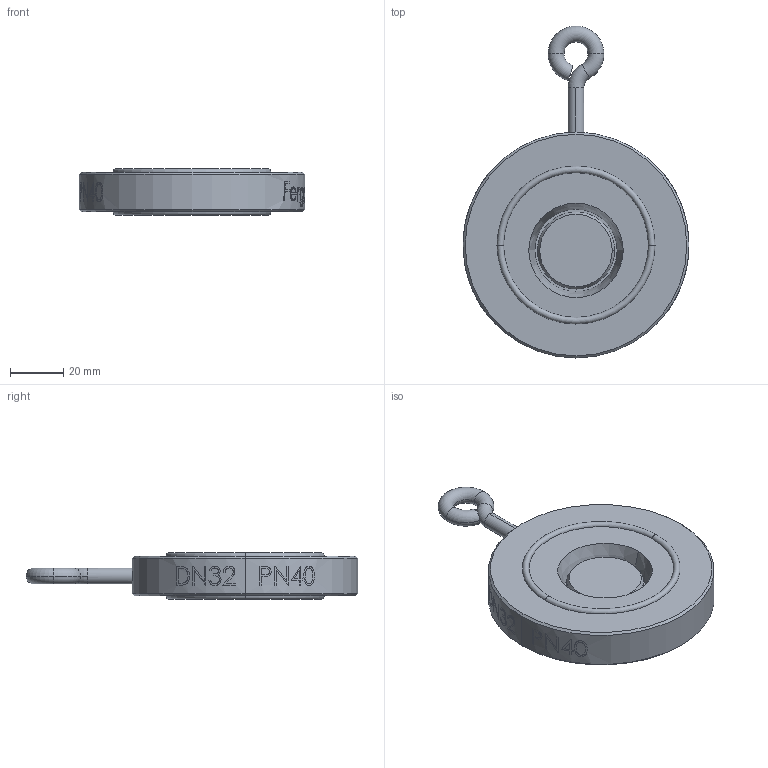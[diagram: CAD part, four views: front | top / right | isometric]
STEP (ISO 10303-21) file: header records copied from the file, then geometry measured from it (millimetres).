
FILE_DESCRIPTION (( 'STEP AP214' ), '1' );
FILE_NAME ('RK100-Rückschlagklappe-DN32-PN40-Fergo.STEP', '2022-11-16T12:04:52', ( '' ), ( '' ), 'SwSTEP 2.0', 'SolidWorks 2022', '' );
FILE_SCHEMA (( 'AUTOMOTIVE_DESIGN' ));
Length unit declared in the file: millimetre
Products named in the file (1): RK100-Rückschlagklappe-DN32-PN40-Fergo
Bounding box: 85 x 125 x 17.5 mm (x, y, z)
Volume: 81529.6 mm3; surface area: 19024.2 mm2
Topology: 1 solids, 2 shells, 79 faces, 314 edges, 274 vertices
Faces by surface type: cylinder 38, torus 20, plane 11, cone 10
Entity records: 8083 total; most frequent: CARTESIAN_POINT 5603, ORIENTED_EDGE 628, DIRECTION 340, EDGE_CURVE 314, VERTEX_POINT 274, B_SPLINE_CURVE_WITH_KNOTS 214, AXIS2_PLACEMENT_3D 160, EDGE_LOOP 116
